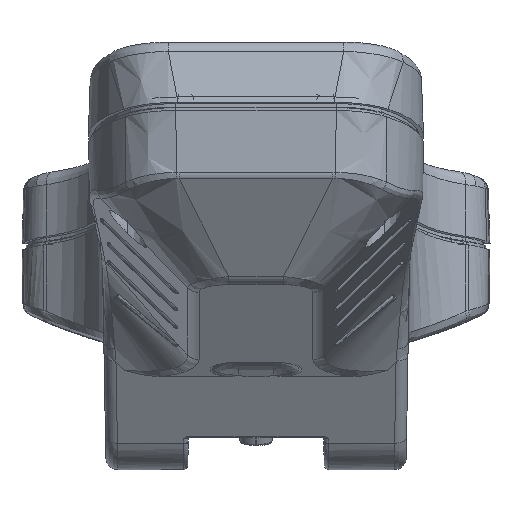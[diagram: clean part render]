
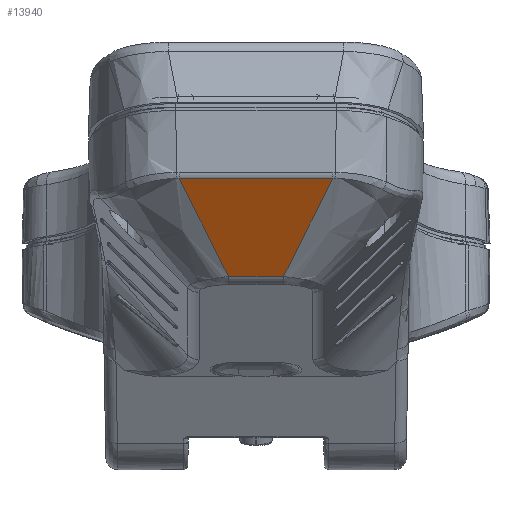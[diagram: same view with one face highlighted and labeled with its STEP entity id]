
A CAD part, top view. The second image highlights one B-rep face of the part: STEP entity #13940.
In plain terms, the highlighted planar face has unit normal (0, -0.5, 0.866).
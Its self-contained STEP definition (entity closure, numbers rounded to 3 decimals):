
#311 = EDGE_LOOP ( 'NONE', ( #95556, #95558, #95557, #95559 ) ) ;
#13940 = ADVANCED_FACE ( 'NONE', ( #80318 ), #79940, .F. ) ;
#15410 = VERTEX_POINT ( 'NONE', #42984 ) ;
#15412 = VERTEX_POINT ( 'NONE', #43027 ) ;
#15414 = VERTEX_POINT ( 'NONE', #43094 ) ;
#15416 = VERTEX_POINT ( 'NONE', #43098 ) ;
#15832 = EDGE_CURVE ( 'NONE', #15412, #15414, #50535, .T. ) ;
#15833 = EDGE_CURVE ( 'NONE', #15410, #15412, #73845, .T. ) ;
#15834 = EDGE_CURVE ( 'NONE', #15414, #15416, #73847, .T. ) ;
#15835 = EDGE_CURVE ( 'NONE', #15416, #15410, #50536, .T. ) ;
#42984 = CARTESIAN_POINT ( 'NONE',  ( -17.431, 69.168, -0.653 ) ) ;
#43027 = CARTESIAN_POINT ( 'NONE',  ( -6.209, 46.996, -13.454 ) ) ;
#43094 = CARTESIAN_POINT ( 'NONE',  ( 6.209, 46.996, -13.454 ) ) ;
#43098 = CARTESIAN_POINT ( 'NONE',  ( 17.431, 69.168, -0.653 ) ) ;
#49683 = CARTESIAN_POINT ( 'NONE',  ( 5.483, 46.996, -13.454 ) ) ;
#49684 = DIRECTION ( 'NONE',  ( 1., 0., 0. ) ) ;
#49685 = CARTESIAN_POINT ( 'NONE',  ( -17.431, 69.168, -0.653 ) ) ;
#49686 = CARTESIAN_POINT ( 'NONE',  ( -17.429, 69.163, -0.656 ) ) ;
#49687 = CARTESIAN_POINT ( 'NONE',  ( -17.426, 69.158, -0.659 ) ) ;
#49688 = CARTESIAN_POINT ( 'NONE',  ( -17.423, 69.153, -0.662 ) ) ;
#49689 = CARTESIAN_POINT ( 'NONE',  ( -14.19, 62.765, -4.35 ) ) ;
#49690 = CARTESIAN_POINT ( 'NONE',  ( -10.957, 56.377, -8.038 ) ) ;
#49691 = CARTESIAN_POINT ( 'NONE',  ( -7.724, 49.989, -11.726 ) ) ;
#49692 = CARTESIAN_POINT ( 'NONE',  ( -7.219, 48.991, -12.302 ) ) ;
#49693 = CARTESIAN_POINT ( 'NONE',  ( -6.714, 47.994, -12.878 ) ) ;
#49694 = CARTESIAN_POINT ( 'NONE',  ( -6.209, 46.996, -13.454 ) ) ;
#49695 = CARTESIAN_POINT ( 'NONE',  ( 6.209, 46.996, -13.454 ) ) ;
#49696 = CARTESIAN_POINT ( 'NONE',  ( 6.714, 47.994, -12.878 ) ) ;
#49697 = CARTESIAN_POINT ( 'NONE',  ( 7.219, 48.991, -12.302 ) ) ;
#49698 = CARTESIAN_POINT ( 'NONE',  ( 7.724, 49.989, -11.726 ) ) ;
#49699 = CARTESIAN_POINT ( 'NONE',  ( 10.957, 56.377, -8.038 ) ) ;
#49700 = CARTESIAN_POINT ( 'NONE',  ( 14.19, 62.765, -4.35 ) ) ;
#49701 = CARTESIAN_POINT ( 'NONE',  ( 17.423, 69.153, -0.662 ) ) ;
#49702 = CARTESIAN_POINT ( 'NONE',  ( 17.426, 69.158, -0.659 ) ) ;
#49703 = CARTESIAN_POINT ( 'NONE',  ( 17.429, 69.163, -0.656 ) ) ;
#49704 = CARTESIAN_POINT ( 'NONE',  ( 17.431, 69.168, -0.653 ) ) ;
#49705 = CARTESIAN_POINT ( 'NONE',  ( -17.737, 69.168, -0.653 ) ) ;
#49706 = DIRECTION ( 'NONE',  ( -1., 0., 0. ) ) ;
#50535 = LINE ( 'NONE', #49683, #124684 ) ;
#50536 = LINE ( 'NONE', #49705, #124685 ) ;
#54348 = AXIS2_PLACEMENT_3D ( 'NONE', #79942, #79944, #79946 ) ;
#73845 = B_SPLINE_CURVE_WITH_KNOTS ( 'NONE', 3,
 ( #49685, #49686, #49687, #49688, #49689, #49690, #49691, #49692, #49693, #49694 ),
 .UNSPECIFIED., .F., .F.,
 ( 4, 3, 3, 4 ),
 ( 0.53, 0.53, 0.718, 0.747 ),
 .UNSPECIFIED. ) ;
#73847 = B_SPLINE_CURVE_WITH_KNOTS ( 'NONE', 3,
 ( #49695, #49696, #49697, #49698, #49699, #49700, #49701, #49702, #49703, #49704 ),
 .UNSPECIFIED., .F., .F.,
 ( 4, 3, 3, 4 ),
 ( 0.253, 0.282, 0.47, 0.47 ),
 .UNSPECIFIED. ) ;
#79940 = PLANE ( 'NONE',  #54348 ) ;
#79942 = CARTESIAN_POINT ( 'NONE',  ( -100., -59.3, -74.824 ) ) ;
#79944 = DIRECTION ( 'NONE',  ( 0., 0.5, -0.866 ) ) ;
#79946 = DIRECTION ( 'NONE',  ( 0., 0.866, 0.5 ) ) ;
#80318 = FACE_OUTER_BOUND ( 'NONE', #311, .T. ) ;
#95556 = ORIENTED_EDGE ( 'NONE', *, *, #15833, .T. ) ;
#95557 = ORIENTED_EDGE ( 'NONE', *, *, #15834, .T. ) ;
#95558 = ORIENTED_EDGE ( 'NONE', *, *, #15832, .T. ) ;
#95559 = ORIENTED_EDGE ( 'NONE', *, *, #15835, .T. ) ;
#124684 = VECTOR ( 'NONE', #49684, 1000. ) ;
#124685 = VECTOR ( 'NONE', #49706, 1000. ) ;
